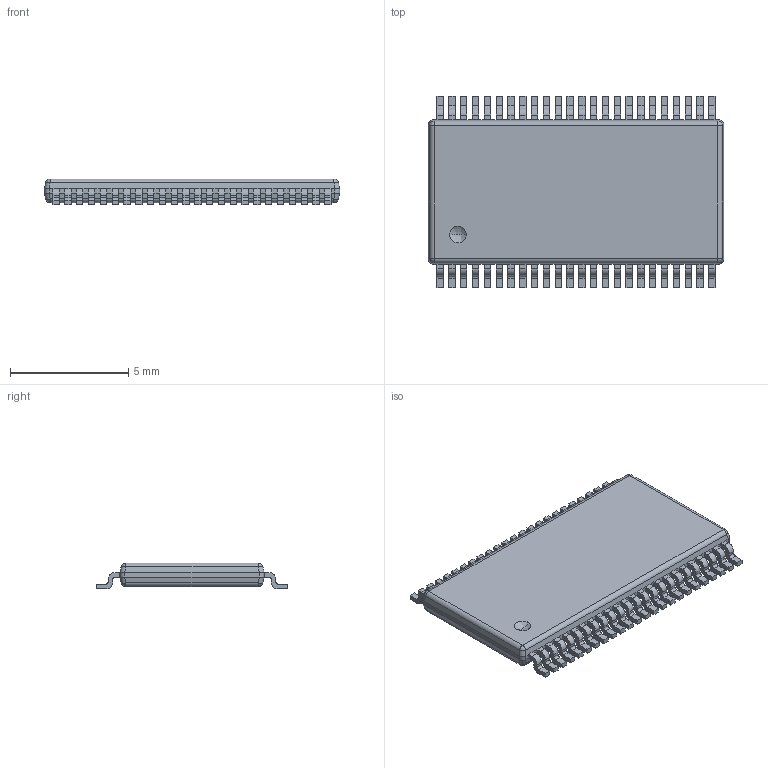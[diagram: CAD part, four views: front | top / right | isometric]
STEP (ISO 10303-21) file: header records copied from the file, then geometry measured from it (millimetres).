
FILE_DESCRIPTION (( 'STEP AP214' ), '1' );
FILE_NAME ('User Library-TSSOP-48-1.STEP', '2020-07-06T03:41:05', ( '' ), ( '' ), 'SwSTEP 2.0', 'SolidWorks 2020', '' );
FILE_SCHEMA (( 'AUTOMOTIVE_DESIGN' ));
Length unit declared in the file: millimetre
Products named in the file (1): User Library-TSSOP-48-1
Bounding box: 12.5 x 8.1 x 1.1 mm (x, y, z)
Volume: 78 mm3; surface area: 239.7 mm2
Topology: 1 solids, 1 shells, 716 faces, 1923 edges, 1210 vertices
Faces by surface type: plane 494, cylinder 212, bspline 10
Entity records: 23198 total; most frequent: CARTESIAN_POINT 4090, ORIENTED_EDGE 3846, DIRECTION 3720, EDGE_CURVE 1923, VECTOR 1488, LINE 1488, VERTEX_POINT 1210, AXIS2_PLACEMENT_3D 1116
